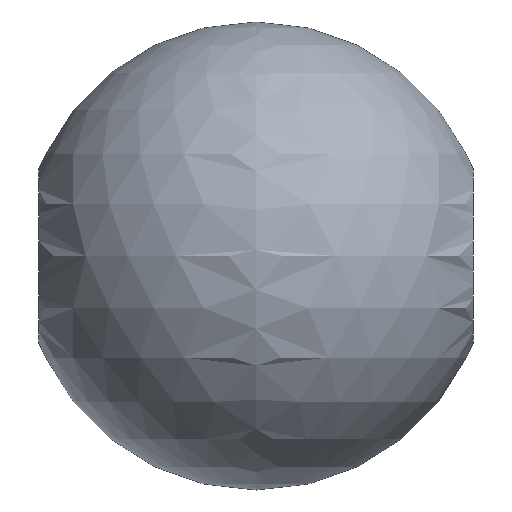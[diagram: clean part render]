
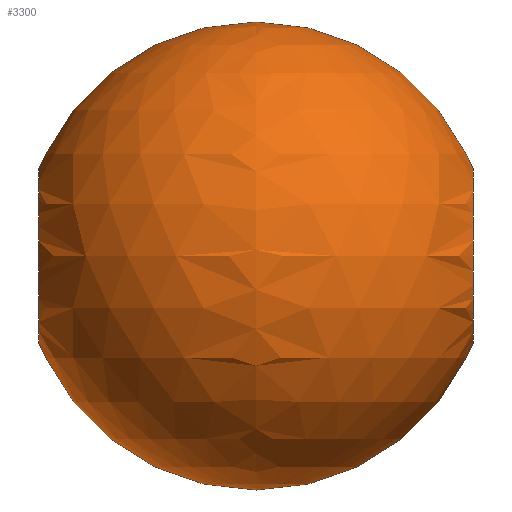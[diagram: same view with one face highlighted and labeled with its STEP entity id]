
A CAD part, left-side view. The second image highlights one B-rep face of the part: STEP entity #3300.
In plain terms, the highlighted spherical face has radius 20 mm.
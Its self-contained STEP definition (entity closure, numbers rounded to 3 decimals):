
#64 = DIRECTION ( 'NONE',  ( 0., 1., 0. ) ) ;
#95 = EDGE_LOOP ( 'NONE', ( #2278 ) ) ;
#164 = FACE_OUTER_BOUND ( 'NONE', #2629, .T. ) ;
#923 = CARTESIAN_POINT ( 'NONE',  ( 0., 18.588, 0. ) ) ;
#1184 = AXIS2_PLACEMENT_3D ( 'NONE', #8793, #8891, #3794 ) ;
#1284 = FACE_OUTER_BOUND ( 'NONE', #95, .T. ) ;
#1504 = CIRCLE ( 'NONE', #9424, 7.382 ) ;
#1506 = CARTESIAN_POINT ( 'NONE',  ( 0., -18.588, 7.382 ) ) ;
#2278 = ORIENTED_EDGE ( 'NONE', *, *, #4682, .T. ) ;
#2629 = EDGE_LOOP ( 'NONE', ( #7742 ) ) ;
#3203 = CIRCLE ( 'NONE', #4365, 7.382 ) ;
#3300 = ADVANCED_FACE ( 'NONE', ( #164, #1284 ), #6080, .T. ) ;
#3794 = DIRECTION ( 'NONE',  ( 1., 0., 0. ) ) ;
#3797 = CARTESIAN_POINT ( 'NONE',  ( 0., -18.588, 0. ) ) ;
#4365 = AXIS2_PLACEMENT_3D ( 'NONE', #3797, #64, #5140 ) ;
#4682 = EDGE_CURVE ( 'NONE', #5568, #5568, #3203, .T. ) ;
#5045 = EDGE_CURVE ( 'NONE', #9449, #9449, #1504, .T. ) ;
#5140 = DIRECTION ( 'NONE',  ( 0., 0., 1. ) ) ;
#5158 = DIRECTION ( 'NONE',  ( 0., 0., -1. ) ) ;
#5171 = CARTESIAN_POINT ( 'NONE',  ( 0., 18.588, -7.382 ) ) ;
#5568 = VERTEX_POINT ( 'NONE', #1506 ) ;
#6080 = SPHERICAL_SURFACE ( 'NONE', #1184, 20. ) ;
#7742 = ORIENTED_EDGE ( 'NONE', *, *, #5045, .T. ) ;
#8070 = DIRECTION ( 'NONE',  ( 0., -1., 0. ) ) ;
#8793 = CARTESIAN_POINT ( 'NONE',  ( 0., 0., 0. ) ) ;
#8891 = DIRECTION ( 'NONE',  ( 0., 0., -1. ) ) ;
#9424 = AXIS2_PLACEMENT_3D ( 'NONE', #923, #8070, #5158 ) ;
#9449 = VERTEX_POINT ( 'NONE', #5171 ) ;
